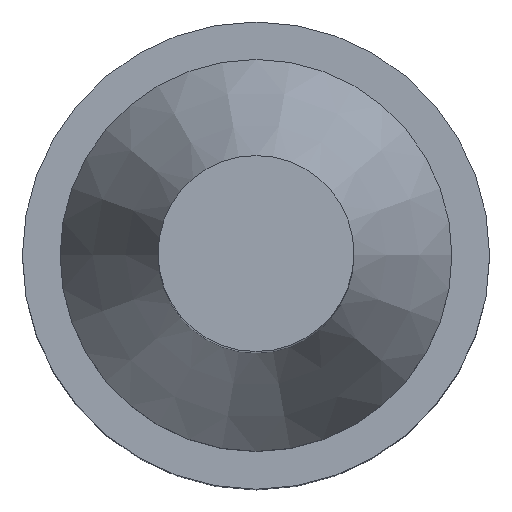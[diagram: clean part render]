
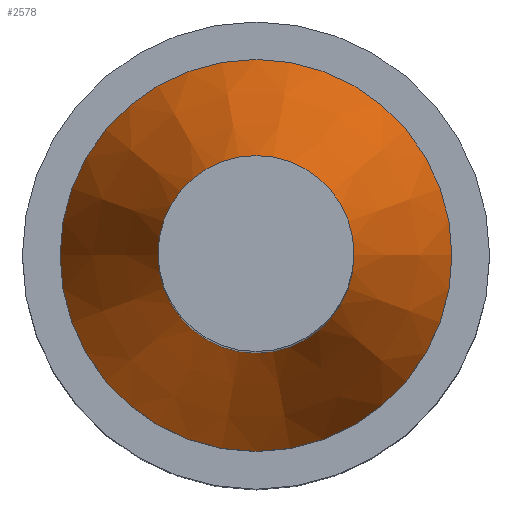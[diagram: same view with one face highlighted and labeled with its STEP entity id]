
A CAD part, top view. The second image highlights one B-rep face of the part: STEP entity #2578.
In plain terms, the highlighted conical face has half-angle 21.501 degrees and reference radius 13 mm.
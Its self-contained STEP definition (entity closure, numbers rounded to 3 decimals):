
#12=CONICAL_SURFACE($,#2674,13.,21.501);
#39=CIRCLE($,#2672,6.5);
#40=CIRCLE($,#2675,13.);
#258=FACE_BOUND($,#556,.T.);
#394=FACE_OUTER_BOUND($,#555,.T.);
#555=EDGE_LOOP($,(#2251));
#556=EDGE_LOOP($,(#2252));
#1208=VERTEX_POINT($,#4615);
#1209=VERTEX_POINT($,#4619);
#1558=EDGE_CURVE($,#1208,#1208,#39,.T.);
#1559=EDGE_CURVE($,#1209,#1209,#40,.T.);
#2251=ORIENTED_EDGE($,*,*,#1559,.F.);
#2252=ORIENTED_EDGE($,*,*,#1558,.T.);
#2578=ADVANCED_FACE($,(#394,#258),#12,.T.);
#2672=AXIS2_PLACEMENT_3D($,#4616,#3060,#3061);
#2674=AXIS2_PLACEMENT_3D($,#4618,#3064,#3065);
#2675=AXIS2_PLACEMENT_3D($,#4620,#3066,#3067);
#3060=DIRECTION('center_axis',(0.,0.,-1.));
#3061=DIRECTION('ref_axis',(-1.,0.,0.));
#3064=DIRECTION('center_axis',(0.,0.,-1.));
#3065=DIRECTION('ref_axis',(1.,0.,0.));
#3066=DIRECTION('center_axis',(0.,0.,-1.));
#3067=DIRECTION('ref_axis',(-1.,0.,0.));
#4615=CARTESIAN_POINT('',(-6.5,0.,52.5));
#4616=CARTESIAN_POINT('Origin',(0.,0.,52.5));
#4618=CARTESIAN_POINT('Origin',(0.,0.,36.));
#4619=CARTESIAN_POINT('',(13.,0.,36.));
#4620=CARTESIAN_POINT('Origin',(0.,0.,36.));
